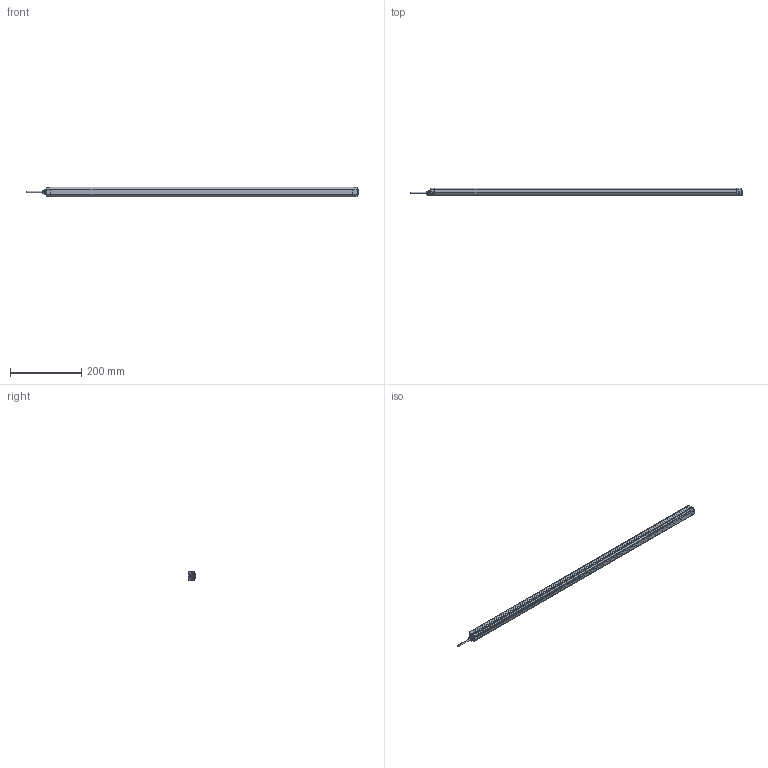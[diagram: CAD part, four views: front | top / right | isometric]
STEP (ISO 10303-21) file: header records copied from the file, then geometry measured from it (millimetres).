
FILE_DESCRIPTION((''),'2;1');
FILE_NAME('157907_SW','2012-12-12T',('banengservice'),('BANNER ENGINEERING'),'PRO/ENGINEER BY PARAMETRIC TECHNOLOGY CORPORATION, 2009141','PRO/ENGINEER BY PARAMETRIC TECHNOLOGY CORPORATION, 2009141','');
FILE_SCHEMA(('CONFIG_CONTROL_DESIGN'));
Length unit declared in the file: inch
Products named in the file (1): 157907_SW
Bounding box: 934.5 x 21.01 x 28 mm (x, y, z)
Volume: 197181 mm3; surface area: 220205.9 mm2
Topology: 2 solids, 2 shells, 647 faces, 1634 edges, 986 vertices
Faces by surface type: plane 216, cylinder 153, cone 128, bspline 68, torus 64, sphere 16, extrusion 2
Entity records: 24503 total; most frequent: CARTESIAN_POINT 9241, ORIENTED_EDGE 3252, DIRECTION 3188, EDGE_CURVE 1626, AXIS2_PLACEMENT_3D 1220, VERTEX_POINT 986, VECTOR 748, LINE 746
